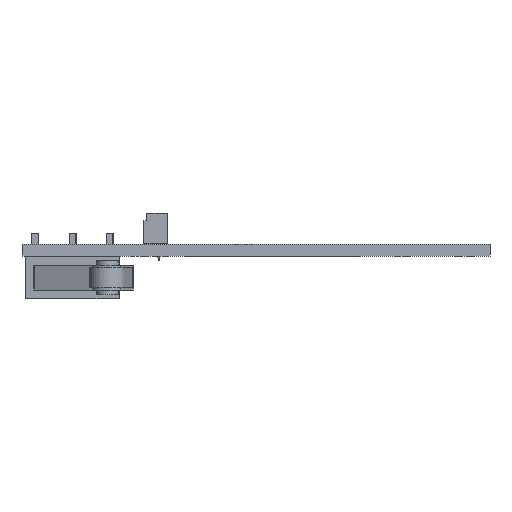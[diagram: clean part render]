
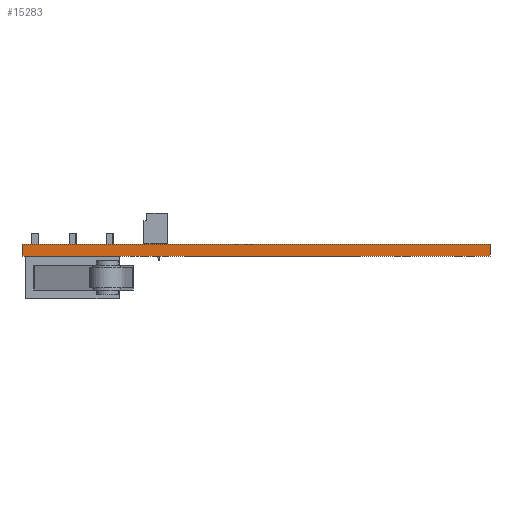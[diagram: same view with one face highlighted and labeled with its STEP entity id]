
A CAD part, left-side view. The second image highlights one B-rep face of the part: STEP entity #15283.
In plain terms, the highlighted planar face has unit normal (-1, 0, 0).
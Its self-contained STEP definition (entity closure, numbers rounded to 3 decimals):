
#15102 = PLANE('',#15103);
#15103 = AXIS2_PLACEMENT_3D('',#15104,#15105,#15106);
#15104 = CARTESIAN_POINT('',(108.,-114.,0.));
#15105 = DIRECTION('',(0.,-1.,0.));
#15106 = DIRECTION('',(-1.,0.,0.));
#15127 = VERTEX_POINT('',#15128);
#15128 = CARTESIAN_POINT('',(50.,-114.,1.6));
#15142 = PLANE('',#15143);
#15143 = AXIS2_PLACEMENT_3D('',#15144,#15145,#15146);
#15144 = CARTESIAN_POINT('',(79.,-82.,1.6));
#15145 = DIRECTION('',(-0.,-0.,-1.));
#15146 = DIRECTION('',(-1.,0.,0.));
#15154 = EDGE_CURVE('',#15155,#15127,#15157,.T.);
#15155 = VERTEX_POINT('',#15156);
#15156 = CARTESIAN_POINT('',(50.,-114.,0.));
#15157 = SURFACE_CURVE('',#15158,(#15162,#15169),.PCURVE_S1.);
#15158 = LINE('',#15159,#15160);
#15159 = CARTESIAN_POINT('',(50.,-114.,0.));
#15160 = VECTOR('',#15161,1.);
#15161 = DIRECTION('',(0.,0.,1.));
#15162 = PCURVE('',#15102,#15163);
#15163 = DEFINITIONAL_REPRESENTATION('',(#15164),#15168);
#15164 = LINE('',#15165,#15166);
#15165 = CARTESIAN_POINT('',(58.,0.));
#15166 = VECTOR('',#15167,1.);
#15167 = DIRECTION('',(0.,-1.));
#15168 = ( GEOMETRIC_REPRESENTATION_CONTEXT(2) 
PARAMETRIC_REPRESENTATION_CONTEXT() REPRESENTATION_CONTEXT('2D SPACE',''
  ) );
#15169 = PCURVE('',#15170,#15175);
#15170 = PLANE('',#15171);
#15171 = AXIS2_PLACEMENT_3D('',#15172,#15173,#15174);
#15172 = CARTESIAN_POINT('',(50.,-114.,0.));
#15173 = DIRECTION('',(-1.,0.,0.));
#15174 = DIRECTION('',(0.,1.,0.));
#15175 = DEFINITIONAL_REPRESENTATION('',(#15176),#15180);
#15176 = LINE('',#15177,#15178);
#15177 = CARTESIAN_POINT('',(0.,0.));
#15178 = VECTOR('',#15179,1.);
#15179 = DIRECTION('',(0.,-1.));
#15180 = ( GEOMETRIC_REPRESENTATION_CONTEXT(2) 
PARAMETRIC_REPRESENTATION_CONTEXT() REPRESENTATION_CONTEXT('2D SPACE',''
  ) );
#15196 = PLANE('',#15197);
#15197 = AXIS2_PLACEMENT_3D('',#15198,#15199,#15200);
#15198 = CARTESIAN_POINT('',(79.,-82.,0.));
#15199 = DIRECTION('',(-0.,-0.,-1.));
#15200 = DIRECTION('',(-1.,0.,0.));
#15229 = PLANE('',#15230);
#15230 = AXIS2_PLACEMENT_3D('',#15231,#15232,#15233);
#15231 = CARTESIAN_POINT('',(50.,-50.,0.));
#15232 = DIRECTION('',(0.,1.,0.));
#15233 = DIRECTION('',(1.,0.,0.));
#15283 = ADVANCED_FACE('',(#15284),#15170,.T.);
#15284 = FACE_BOUND('',#15285,.T.);
#15285 = EDGE_LOOP('',(#15286,#15287,#15310,#15333));
#15286 = ORIENTED_EDGE('',*,*,#15154,.T.);
#15287 = ORIENTED_EDGE('',*,*,#15288,.T.);
#15288 = EDGE_CURVE('',#15127,#15289,#15291,.T.);
#15289 = VERTEX_POINT('',#15290);
#15290 = CARTESIAN_POINT('',(50.,-50.,1.6));
#15291 = SURFACE_CURVE('',#15292,(#15296,#15303),.PCURVE_S1.);
#15292 = LINE('',#15293,#15294);
#15293 = CARTESIAN_POINT('',(50.,-114.,1.6));
#15294 = VECTOR('',#15295,1.);
#15295 = DIRECTION('',(0.,1.,0.));
#15296 = PCURVE('',#15170,#15297);
#15297 = DEFINITIONAL_REPRESENTATION('',(#15298),#15302);
#15298 = LINE('',#15299,#15300);
#15299 = CARTESIAN_POINT('',(0.,-1.6));
#15300 = VECTOR('',#15301,1.);
#15301 = DIRECTION('',(1.,0.));
#15302 = ( GEOMETRIC_REPRESENTATION_CONTEXT(2) 
PARAMETRIC_REPRESENTATION_CONTEXT() REPRESENTATION_CONTEXT('2D SPACE',''
  ) );
#15303 = PCURVE('',#15142,#15304);
#15304 = DEFINITIONAL_REPRESENTATION('',(#15305),#15309);
#15305 = LINE('',#15306,#15307);
#15306 = CARTESIAN_POINT('',(29.,-32.));
#15307 = VECTOR('',#15308,1.);
#15308 = DIRECTION('',(0.,1.));
#15309 = ( GEOMETRIC_REPRESENTATION_CONTEXT(2) 
PARAMETRIC_REPRESENTATION_CONTEXT() REPRESENTATION_CONTEXT('2D SPACE',''
  ) );
#15310 = ORIENTED_EDGE('',*,*,#15311,.F.);
#15311 = EDGE_CURVE('',#15312,#15289,#15314,.T.);
#15312 = VERTEX_POINT('',#15313);
#15313 = CARTESIAN_POINT('',(50.,-50.,0.));
#15314 = SURFACE_CURVE('',#15315,(#15319,#15326),.PCURVE_S1.);
#15315 = LINE('',#15316,#15317);
#15316 = CARTESIAN_POINT('',(50.,-50.,0.));
#15317 = VECTOR('',#15318,1.);
#15318 = DIRECTION('',(0.,0.,1.));
#15319 = PCURVE('',#15170,#15320);
#15320 = DEFINITIONAL_REPRESENTATION('',(#15321),#15325);
#15321 = LINE('',#15322,#15323);
#15322 = CARTESIAN_POINT('',(64.,0.));
#15323 = VECTOR('',#15324,1.);
#15324 = DIRECTION('',(0.,-1.));
#15325 = ( GEOMETRIC_REPRESENTATION_CONTEXT(2) 
PARAMETRIC_REPRESENTATION_CONTEXT() REPRESENTATION_CONTEXT('2D SPACE',''
  ) );
#15326 = PCURVE('',#15229,#15327);
#15327 = DEFINITIONAL_REPRESENTATION('',(#15328),#15332);
#15328 = LINE('',#15329,#15330);
#15329 = CARTESIAN_POINT('',(0.,0.));
#15330 = VECTOR('',#15331,1.);
#15331 = DIRECTION('',(0.,-1.));
#15332 = ( GEOMETRIC_REPRESENTATION_CONTEXT(2) 
PARAMETRIC_REPRESENTATION_CONTEXT() REPRESENTATION_CONTEXT('2D SPACE',''
  ) );
#15333 = ORIENTED_EDGE('',*,*,#15334,.F.);
#15334 = EDGE_CURVE('',#15155,#15312,#15335,.T.);
#15335 = SURFACE_CURVE('',#15336,(#15340,#15347),.PCURVE_S1.);
#15336 = LINE('',#15337,#15338);
#15337 = CARTESIAN_POINT('',(50.,-114.,0.));
#15338 = VECTOR('',#15339,1.);
#15339 = DIRECTION('',(0.,1.,0.));
#15340 = PCURVE('',#15170,#15341);
#15341 = DEFINITIONAL_REPRESENTATION('',(#15342),#15346);
#15342 = LINE('',#15343,#15344);
#15343 = CARTESIAN_POINT('',(0.,0.));
#15344 = VECTOR('',#15345,1.);
#15345 = DIRECTION('',(1.,0.));
#15346 = ( GEOMETRIC_REPRESENTATION_CONTEXT(2) 
PARAMETRIC_REPRESENTATION_CONTEXT() REPRESENTATION_CONTEXT('2D SPACE',''
  ) );
#15347 = PCURVE('',#15196,#15348);
#15348 = DEFINITIONAL_REPRESENTATION('',(#15349),#15353);
#15349 = LINE('',#15350,#15351);
#15350 = CARTESIAN_POINT('',(29.,-32.));
#15351 = VECTOR('',#15352,1.);
#15352 = DIRECTION('',(0.,1.));
#15353 = ( GEOMETRIC_REPRESENTATION_CONTEXT(2) 
PARAMETRIC_REPRESENTATION_CONTEXT() REPRESENTATION_CONTEXT('2D SPACE',''
  ) );
